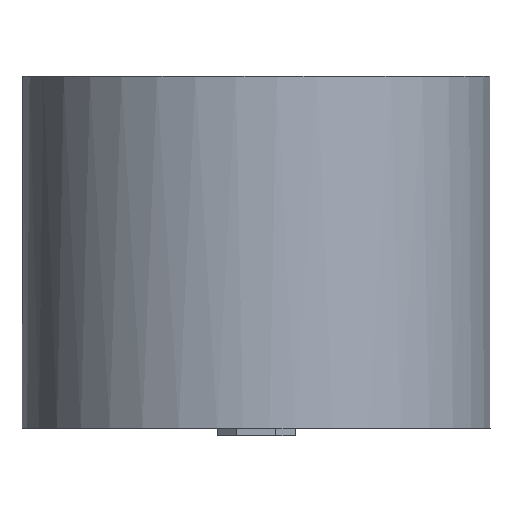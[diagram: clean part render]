
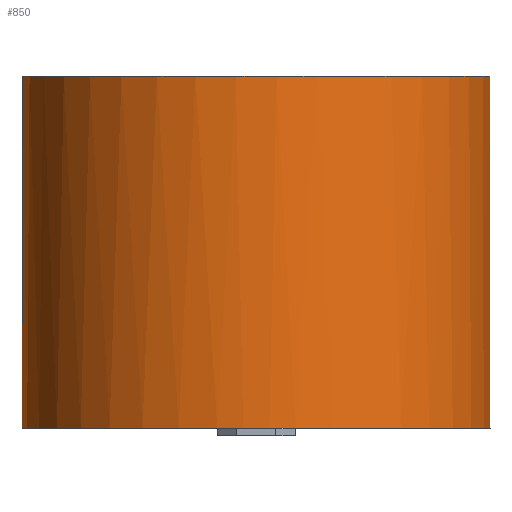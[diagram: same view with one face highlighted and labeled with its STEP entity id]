
A CAD part, front view. The second image highlights one B-rep face of the part: STEP entity #850.
In plain terms, the highlighted cylindrical face has radius 6 mm (diameter 12 mm), a full revolution.
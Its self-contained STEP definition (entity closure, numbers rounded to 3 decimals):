
#15=FACE_BOUND('',#294,.T.);
#19=CYLINDRICAL_SURFACE('',#917,6.);
#237=FACE_OUTER_BOUND('',#293,.T.);
#293=EDGE_LOOP('',(#616,#617));
#294=EDGE_LOOP('',(#618,#619,#620,#621));
#342=CIRCLE('',#907,6.);
#343=CIRCLE('',#910,6.);
#344=CIRCLE('',#913,6.);
#345=CIRCLE('',#915,6.);
#346=CIRCLE('',#918,6.);
#347=CIRCLE('',#919,6.);
#386=VERTEX_POINT('',#1326);
#391=VERTEX_POINT('',#1339);
#396=VERTEX_POINT('',#1355);
#397=VERTEX_POINT('',#1357);
#401=VERTEX_POINT('',#1380);
#402=VERTEX_POINT('',#1381);
#470=EDGE_CURVE('',#396,#397,#342,.T.);
#473=EDGE_CURVE('',#397,#386,#343,.T.);
#475=EDGE_CURVE('',#386,#391,#344,.T.);
#479=EDGE_CURVE('',#391,#396,#345,.T.);
#482=EDGE_CURVE('',#401,#402,#346,.T.);
#483=EDGE_CURVE('',#402,#401,#347,.T.);
#616=ORIENTED_EDGE('',*,*,#482,.T.);
#617=ORIENTED_EDGE('',*,*,#483,.T.);
#618=ORIENTED_EDGE('',*,*,#479,.F.);
#619=ORIENTED_EDGE('',*,*,#475,.F.);
#620=ORIENTED_EDGE('',*,*,#473,.F.);
#621=ORIENTED_EDGE('',*,*,#470,.F.);
#850=ADVANCED_FACE('',(#237,#15),#19,.T.);
#907=AXIS2_PLACEMENT_3D('',#1358,#1021,#1022);
#910=AXIS2_PLACEMENT_3D('',#1363,#1029,#1030);
#913=AXIS2_PLACEMENT_3D('',#1368,#1036,#1037);
#915=AXIS2_PLACEMENT_3D('',#1374,#1043,#1044);
#917=AXIS2_PLACEMENT_3D('',#1379,#1049,#1050);
#918=AXIS2_PLACEMENT_3D('',#1382,#1051,#1052);
#919=AXIS2_PLACEMENT_3D('',#1383,#1053,#1054);
#1021=DIRECTION('center_axis',(0.,0.,-1.));
#1022=DIRECTION('ref_axis',(-1.,0.,0.));
#1029=DIRECTION('center_axis',(0.,0.,-1.));
#1030=DIRECTION('ref_axis',(-1.,0.,0.));
#1036=DIRECTION('center_axis',(0.,0.,-1.));
#1037=DIRECTION('ref_axis',(-1.,0.,0.));
#1043=DIRECTION('center_axis',(0.,0.,-1.));
#1044=DIRECTION('ref_axis',(-1.,0.,0.));
#1049=DIRECTION('center_axis',(0.,0.,1.));
#1050=DIRECTION('ref_axis',(-1.,0.,0.));
#1051=DIRECTION('center_axis',(0.,0.,-1.));
#1052=DIRECTION('ref_axis',(-1.,0.,0.));
#1053=DIRECTION('center_axis',(0.,0.,-1.));
#1054=DIRECTION('ref_axis',(-1.,0.,0.));
#1326=CARTESIAN_POINT('',(1.,-5.916,0.));
#1339=CARTESIAN_POINT('',(-1.,-5.916,0.));
#1355=CARTESIAN_POINT('',(-1.,5.916,0.));
#1357=CARTESIAN_POINT('',(1.,5.916,0.));
#1358=CARTESIAN_POINT('Origin',(0.,0.,0.));
#1363=CARTESIAN_POINT('Origin',(0.,0.,0.));
#1368=CARTESIAN_POINT('Origin',(0.,0.,0.));
#1374=CARTESIAN_POINT('Origin',(0.,0.,0.));
#1379=CARTESIAN_POINT('Origin',(0.,0.,0.));
#1380=CARTESIAN_POINT('',(2.5,5.454,9.));
#1381=CARTESIAN_POINT('',(-2.5,5.454,9.));
#1382=CARTESIAN_POINT('Origin',(0.,0.,9.));
#1383=CARTESIAN_POINT('Origin',(0.,0.,9.));
